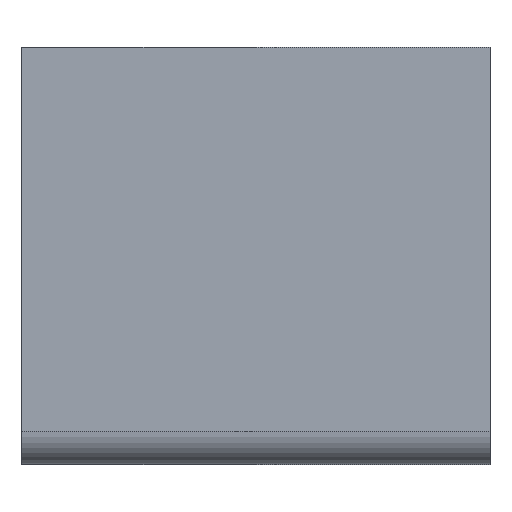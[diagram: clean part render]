
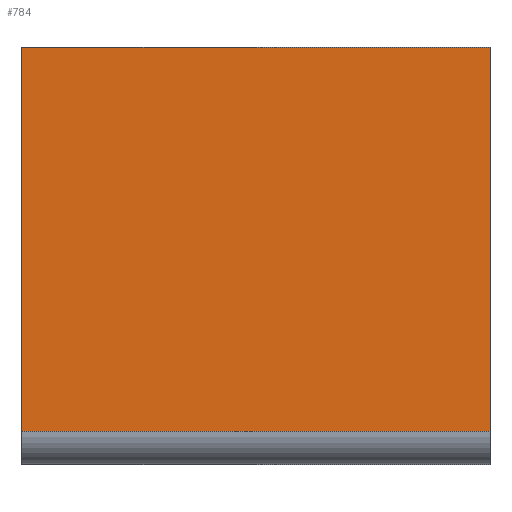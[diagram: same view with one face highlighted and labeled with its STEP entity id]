
A CAD part, front view. The second image highlights one B-rep face of the part: STEP entity #784.
In plain terms, the highlighted planar face has unit normal (0, -1, 0).
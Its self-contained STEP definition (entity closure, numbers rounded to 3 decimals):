
#515=CARTESIAN_POINT('Vertex',(14.,-36.,2.)) ;
#518=CARTESIAN_POINT('Line Origine',(0.,-36.,2.)) ;
#522=CARTESIAN_POINT('Vertex',(-14.,-36.,2.)) ;
#754=CARTESIAN_POINT('Axis2P3D Location',(14.,-36.,0.)) ;
#759=CARTESIAN_POINT('Line Origine',(14.,-36.,13.5)) ;
#763=CARTESIAN_POINT('Vertex',(14.,-36.,25.)) ;
#766=CARTESIAN_POINT('Line Origine',(0.,-36.,25.)) ;
#770=CARTESIAN_POINT('Vertex',(-14.,-36.,25.)) ;
#773=CARTESIAN_POINT('Line Origine',(-14.,-36.,13.5)) ;
#520=VECTOR('Line Direction',#519,1.) ;
#761=VECTOR('Line Direction',#760,1.) ;
#768=VECTOR('Line Direction',#767,1.) ;
#775=VECTOR('Line Direction',#774,1.) ;
#519=DIRECTION('Vector Direction',(-1.,0.,0.)) ;
#755=DIRECTION('Axis2P3D Direction',(0.,1.,-0.)) ;
#756=DIRECTION('Axis2P3D XDirection',(-1.,0.,0.)) ;
#760=DIRECTION('Vector Direction',(0.,0.,1.)) ;
#767=DIRECTION('Vector Direction',(1.,0.,0.)) ;
#774=DIRECTION('Vector Direction',(0.,0.,1.)) ;
#757=AXIS2_PLACEMENT_3D('Plane Axis2P3D',#754,#755,#756) ;
#521=LINE('Line',#518,#520) ;
#762=LINE('Line',#759,#761) ;
#769=LINE('Line',#766,#768) ;
#776=LINE('Line',#773,#775) ;
#758=PLANE('',#757) ;
#524=EDGE_CURVE('',#523,#516,#521,.F.) ;
#765=EDGE_CURVE('',#516,#764,#762,.T.) ;
#772=EDGE_CURVE('',#771,#764,#769,.T.) ;
#777=EDGE_CURVE('',#523,#771,#776,.T.) ;
#779=ORIENTED_EDGE('',*,*,#524,.T.) ;
#780=ORIENTED_EDGE('',*,*,#765,.T.) ;
#781=ORIENTED_EDGE('',*,*,#772,.F.) ;
#782=ORIENTED_EDGE('',*,*,#777,.F.) ;
#778=EDGE_LOOP('',(#779,#780,#781,#782)) ;
#516=VERTEX_POINT('',#515) ;
#523=VERTEX_POINT('',#522) ;
#764=VERTEX_POINT('',#763) ;
#771=VERTEX_POINT('',#770) ;
#784=ADVANCED_FACE('PartBody',(#783),#758,.F.) ;
#783=FACE_OUTER_BOUND('',#778,.T.) ;
